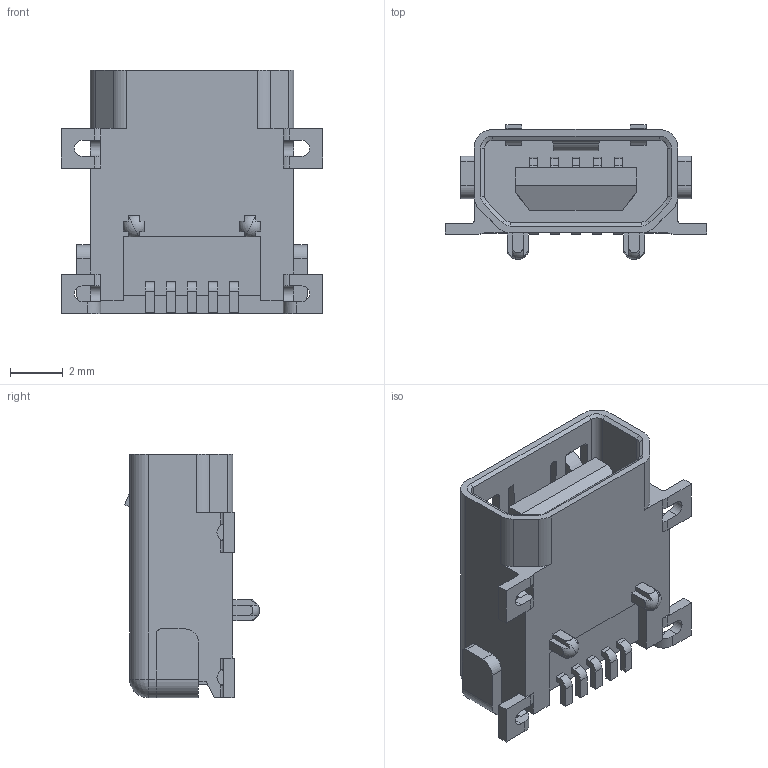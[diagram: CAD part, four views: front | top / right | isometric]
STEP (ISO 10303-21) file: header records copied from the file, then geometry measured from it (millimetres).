
FILE_DESCRIPTION(('STEP AP242'),'1');
FILE_NAME('1734328-1.stp','2022-08-05T06:17:09',('TraceParts'),('TraceParts S.A.'),'Spatial InterOp 3D',' ',' ');
FILE_SCHEMA(('AP242_MANAGED_MODEL_BASED_3D_ENGINEERING_MIM_LF {1 0 10303 442 1 1 4}'));
Length unit declared in the file: millimetre
Products named in the file (1): 1734328-1
Bounding box: 9.9 x 5.09 x 9.2 mm (x, y, z)
Volume: 182 mm3; surface area: 469.4 mm2
Topology: 1 solids, 1 shells, 299 faces, 833 edges, 536 vertices
Faces by surface type: plane 188, cylinder 89, bspline 10, sphere 6, cone 6
Entity records: 9922 total; most frequent: CARTESIAN_POINT 2133, ORIENTED_EDGE 1658, DIRECTION 1589, EDGE_CURVE 829, LINE 605, VECTOR 605, VERTEX_POINT 536, AXIS2_PLACEMENT_3D 492
